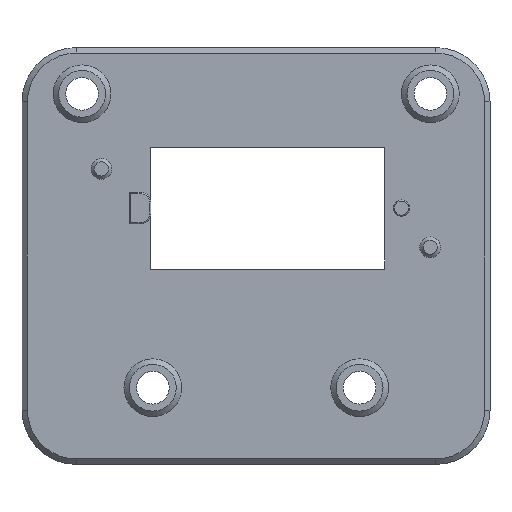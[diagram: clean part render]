
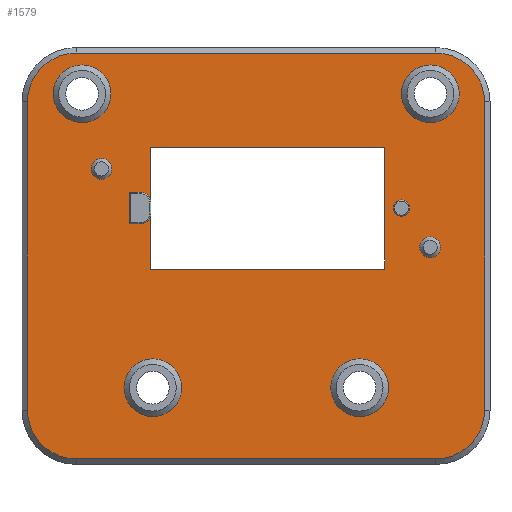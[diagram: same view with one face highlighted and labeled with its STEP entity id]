
A CAD part, front view. The second image highlights one B-rep face of the part: STEP entity #1579.
In plain terms, the highlighted planar face has unit normal (0, -1, 0).
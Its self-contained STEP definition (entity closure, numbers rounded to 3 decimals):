
#15=FACE_BOUND('',#233,.T.);
#16=FACE_BOUND('',#234,.T.);
#17=FACE_BOUND('',#235,.T.);
#18=FACE_BOUND('',#236,.T.);
#19=FACE_BOUND('',#237,.T.);
#20=FACE_BOUND('',#238,.T.);
#21=FACE_BOUND('',#239,.T.);
#22=FACE_BOUND('',#240,.T.);
#54=CIRCLE('',#1683,4.5);
#56=CIRCLE('',#1687,4.5);
#58=CIRCLE('',#1691,4.5);
#60=CIRCLE('',#1695,4.5);
#63=CIRCLE('',#1703,0.95);
#64=CIRCLE('',#1704,2.65);
#65=CIRCLE('',#1705,2.65);
#66=CIRCLE('',#1706,1.);
#67=CIRCLE('',#1707,1.);
#68=CIRCLE('',#1708,0.75);
#69=CIRCLE('',#1709,0.95);
#70=CIRCLE('',#1710,2.65);
#71=CIRCLE('',#1711,2.65);
#133=FACE_OUTER_BOUND('',#232,.T.);
#232=EDGE_LOOP('',(#1100,#1101,#1102,#1103,#1104,#1105,#1106,#1107));
#233=EDGE_LOOP('',(#1108));
#234=EDGE_LOOP('',(#1109));
#235=EDGE_LOOP('',(#1110));
#236=EDGE_LOOP('',(#1111,#1112,#1113,#1114,#1115,#1116,#1117,#1118,#1119,
#1120));
#237=EDGE_LOOP('',(#1121));
#238=EDGE_LOOP('',(#1122));
#239=EDGE_LOOP('',(#1123));
#240=EDGE_LOOP('',(#1124));
#343=LINE('',#2315,#517);
#347=LINE('',#2327,#521);
#351=LINE('',#2339,#525);
#355=LINE('',#2351,#529);
#363=LINE('',#2382,#537);
#364=LINE('',#2384,#538);
#365=LINE('',#2386,#539);
#366=LINE('',#2390,#540);
#367=LINE('',#2392,#541);
#368=LINE('',#2394,#542);
#369=LINE('',#2398,#543);
#370=LINE('',#2399,#544);
#517=VECTOR('',#1837,10.);
#521=VECTOR('',#1849,10.);
#525=VECTOR('',#1861,10.);
#529=VECTOR('',#1873,10.);
#537=VECTOR('',#1907,10.);
#538=VECTOR('',#1908,10.);
#539=VECTOR('',#1909,10.);
#540=VECTOR('',#1912,10.);
#541=VECTOR('',#1913,10.);
#542=VECTOR('',#1914,10.);
#543=VECTOR('',#1917,10.);
#544=VECTOR('',#1918,10.);
#688=VERTEX_POINT('',#2308);
#691=VERTEX_POINT('',#2313);
#692=VERTEX_POINT('',#2317);
#694=VERTEX_POINT('',#2323);
#696=VERTEX_POINT('',#2329);
#698=VERTEX_POINT('',#2335);
#700=VERTEX_POINT('',#2341);
#702=VERTEX_POINT('',#2347);
#709=VERTEX_POINT('',#2374);
#710=VERTEX_POINT('',#2376);
#711=VERTEX_POINT('',#2378);
#712=VERTEX_POINT('',#2380);
#713=VERTEX_POINT('',#2381);
#714=VERTEX_POINT('',#2383);
#715=VERTEX_POINT('',#2385);
#716=VERTEX_POINT('',#2387);
#717=VERTEX_POINT('',#2389);
#718=VERTEX_POINT('',#2391);
#719=VERTEX_POINT('',#2393);
#720=VERTEX_POINT('',#2395);
#721=VERTEX_POINT('',#2397);
#722=VERTEX_POINT('',#2400);
#723=VERTEX_POINT('',#2402);
#724=VERTEX_POINT('',#2404);
#725=VERTEX_POINT('',#2406);
#830=EDGE_CURVE('',#691,#688,#343,.T.);
#833=EDGE_CURVE('',#688,#692,#54,.T.);
#836=EDGE_CURVE('',#692,#694,#347,.T.);
#839=EDGE_CURVE('',#694,#696,#56,.T.);
#842=EDGE_CURVE('',#696,#698,#351,.T.);
#845=EDGE_CURVE('',#698,#700,#58,.T.);
#848=EDGE_CURVE('',#700,#702,#355,.T.);
#850=EDGE_CURVE('',#702,#691,#60,.T.);
#860=EDGE_CURVE('',#709,#709,#63,.T.);
#861=EDGE_CURVE('',#710,#710,#64,.T.);
#862=EDGE_CURVE('',#711,#711,#65,.T.);
#863=EDGE_CURVE('',#712,#713,#363,.T.);
#864=EDGE_CURVE('',#712,#714,#364,.T.);
#865=EDGE_CURVE('',#715,#714,#365,.T.);
#866=EDGE_CURVE('',#715,#716,#66,.T.);
#867=EDGE_CURVE('',#716,#717,#366,.T.);
#868=EDGE_CURVE('',#717,#718,#367,.T.);
#869=EDGE_CURVE('',#718,#719,#368,.T.);
#870=EDGE_CURVE('',#719,#720,#67,.T.);
#871=EDGE_CURVE('',#720,#721,#369,.T.);
#872=EDGE_CURVE('',#721,#713,#370,.T.);
#873=EDGE_CURVE('',#722,#722,#68,.T.);
#874=EDGE_CURVE('',#723,#723,#69,.T.);
#875=EDGE_CURVE('',#724,#724,#70,.T.);
#876=EDGE_CURVE('',#725,#725,#71,.T.);
#1100=ORIENTED_EDGE('',*,*,#830,.F.);
#1101=ORIENTED_EDGE('',*,*,#850,.F.);
#1102=ORIENTED_EDGE('',*,*,#848,.F.);
#1103=ORIENTED_EDGE('',*,*,#845,.F.);
#1104=ORIENTED_EDGE('',*,*,#842,.F.);
#1105=ORIENTED_EDGE('',*,*,#839,.F.);
#1106=ORIENTED_EDGE('',*,*,#836,.F.);
#1107=ORIENTED_EDGE('',*,*,#833,.F.);
#1108=ORIENTED_EDGE('',*,*,#860,.F.);
#1109=ORIENTED_EDGE('',*,*,#861,.F.);
#1110=ORIENTED_EDGE('',*,*,#862,.F.);
#1111=ORIENTED_EDGE('',*,*,#863,.F.);
#1112=ORIENTED_EDGE('',*,*,#864,.T.);
#1113=ORIENTED_EDGE('',*,*,#865,.F.);
#1114=ORIENTED_EDGE('',*,*,#866,.T.);
#1115=ORIENTED_EDGE('',*,*,#867,.T.);
#1116=ORIENTED_EDGE('',*,*,#868,.T.);
#1117=ORIENTED_EDGE('',*,*,#869,.T.);
#1118=ORIENTED_EDGE('',*,*,#870,.T.);
#1119=ORIENTED_EDGE('',*,*,#871,.T.);
#1120=ORIENTED_EDGE('',*,*,#872,.T.);
#1121=ORIENTED_EDGE('',*,*,#873,.T.);
#1122=ORIENTED_EDGE('',*,*,#874,.F.);
#1123=ORIENTED_EDGE('',*,*,#875,.F.);
#1124=ORIENTED_EDGE('',*,*,#876,.F.);
#1508=PLANE('',#1702);
#1579=ADVANCED_FACE('',(#133,#15,#16,#17,#18,#19,#20,#21,#22),#1508,.F.);
#1683=AXIS2_PLACEMENT_3D('',#2321,#1843,#1844);
#1687=AXIS2_PLACEMENT_3D('',#2333,#1855,#1856);
#1691=AXIS2_PLACEMENT_3D('',#2345,#1867,#1868);
#1695=AXIS2_PLACEMENT_3D('',#2354,#1878,#1879);
#1702=AXIS2_PLACEMENT_3D('',#2373,#1899,#1900);
#1703=AXIS2_PLACEMENT_3D('',#2375,#1901,#1902);
#1704=AXIS2_PLACEMENT_3D('',#2377,#1903,#1904);
#1705=AXIS2_PLACEMENT_3D('',#2379,#1905,#1906);
#1706=AXIS2_PLACEMENT_3D('',#2388,#1910,#1911);
#1707=AXIS2_PLACEMENT_3D('',#2396,#1915,#1916);
#1708=AXIS2_PLACEMENT_3D('',#2401,#1919,#1920);
#1709=AXIS2_PLACEMENT_3D('',#2403,#1921,#1922);
#1710=AXIS2_PLACEMENT_3D('',#2405,#1923,#1924);
#1711=AXIS2_PLACEMENT_3D('',#2407,#1925,#1926);
#1837=DIRECTION('',(1.,0.,0.));
#1843=DIRECTION('center_axis',(0.,1.,0.));
#1844=DIRECTION('ref_axis',(0.,0.,1.));
#1849=DIRECTION('',(0.,0.,-1.));
#1855=DIRECTION('center_axis',(0.,1.,0.));
#1856=DIRECTION('ref_axis',(1.,0.,0.));
#1861=DIRECTION('',(-1.,0.,0.));
#1867=DIRECTION('center_axis',(0.,1.,0.));
#1868=DIRECTION('ref_axis',(0.,0.,-1.));
#1873=DIRECTION('',(0.,0.,1.));
#1878=DIRECTION('center_axis',(0.,1.,0.));
#1879=DIRECTION('ref_axis',(-1.,0.,0.));
#1899=DIRECTION('center_axis',(0.,1.,0.));
#1900=DIRECTION('ref_axis',(-1.,0.,0.));
#1901=DIRECTION('center_axis',(0.,-1.,0.));
#1902=DIRECTION('ref_axis',(1.,0.,0.));
#1903=DIRECTION('center_axis',(0.,-1.,0.));
#1904=DIRECTION('ref_axis',(-1.,0.,0.));
#1905=DIRECTION('center_axis',(0.,-1.,0.));
#1906=DIRECTION('ref_axis',(-1.,0.,0.));
#1907=DIRECTION('',(0.,0.,1.));
#1908=DIRECTION('',(-1.,0.,0.));
#1909=DIRECTION('',(0.,0.,-1.));
#1910=DIRECTION('center_axis',(0.,1.,0.));
#1911=DIRECTION('ref_axis',(1.,0.,0.));
#1912=DIRECTION('',(-1.,0.,0.));
#1913=DIRECTION('',(0.,0.,1.));
#1914=DIRECTION('',(1.,0.,0.));
#1915=DIRECTION('center_axis',(0.,1.,0.));
#1916=DIRECTION('ref_axis',(0.,0.,1.));
#1917=DIRECTION('',(0.,0.,1.));
#1918=DIRECTION('',(1.,0.,0.));
#1919=DIRECTION('center_axis',(0.,1.,0.));
#1920=DIRECTION('ref_axis',(-1.,0.,0.));
#1921=DIRECTION('center_axis',(0.,-1.,0.));
#1922=DIRECTION('ref_axis',(1.,0.,0.));
#1923=DIRECTION('center_axis',(0.,-1.,0.));
#1924=DIRECTION('ref_axis',(-1.,0.,0.));
#1925=DIRECTION('center_axis',(0.,-1.,0.));
#1926=DIRECTION('ref_axis',(-1.,0.,0.));
#2308=CARTESIAN_POINT('',(43.,3.,-0.5));
#2313=CARTESIAN_POINT('',(10.,3.,-0.5));
#2315=CARTESIAN_POINT('',(18.25,3.,-0.5));
#2317=CARTESIAN_POINT('',(47.5,3.,-5.));
#2321=CARTESIAN_POINT('Origin',(43.,3.,-5.));
#2323=CARTESIAN_POINT('',(47.5,3.,-33.3));
#2327=CARTESIAN_POINT('',(47.5,3.,-12.075));
#2329=CARTESIAN_POINT('',(43.,3.,-37.8));
#2333=CARTESIAN_POINT('Origin',(43.,3.,-33.3));
#2335=CARTESIAN_POINT('',(10.,3.,-37.8));
#2339=CARTESIAN_POINT('',(34.75,3.,-37.8));
#2341=CARTESIAN_POINT('',(5.5,3.,-33.3));
#2345=CARTESIAN_POINT('Origin',(10.,3.,-33.3));
#2347=CARTESIAN_POINT('',(5.5,3.,-5.));
#2351=CARTESIAN_POINT('',(5.5,3.,-26.225));
#2354=CARTESIAN_POINT('Origin',(10.,3.,-5.));
#2373=CARTESIAN_POINT('Origin',(26.5,3.,-19.15));
#2374=CARTESIAN_POINT('',(41.55,3.,-18.35));
#2375=CARTESIAN_POINT('Origin',(42.5,3.,-18.35));
#2376=CARTESIAN_POINT('',(19.67,3.,-31.25));
#2377=CARTESIAN_POINT('Origin',(17.02,3.,-31.25));
#2378=CARTESIAN_POINT('',(45.17,3.,-4.25));
#2379=CARTESIAN_POINT('Origin',(42.52,3.,-4.25));
#2380=CARTESIAN_POINT('',(38.351,3.,-20.35));
#2381=CARTESIAN_POINT('',(38.351,3.,-9.15));
#2382=CARTESIAN_POINT('',(38.351,3.,-9.25));
#2383=CARTESIAN_POINT('',(16.851,3.,-20.35));
#2384=CARTESIAN_POINT('',(32.426,3.,-20.35));
#2385=CARTESIAN_POINT('',(16.851,3.,-15.2));
#2386=CARTESIAN_POINT('',(16.851,3.,-9.25));
#2387=CARTESIAN_POINT('',(15.851,3.,-16.2));
#2388=CARTESIAN_POINT('Origin',(15.851,3.,-15.2));
#2389=CARTESIAN_POINT('',(14.851,3.,-16.2));
#2390=CARTESIAN_POINT('',(20.676,3.,-16.2));
#2391=CARTESIAN_POINT('',(14.851,3.,-13.3));
#2392=CARTESIAN_POINT('',(14.851,3.,-16.225));
#2393=CARTESIAN_POINT('',(15.851,3.,-13.3));
#2394=CARTESIAN_POINT('',(21.176,3.,-13.3));
#2395=CARTESIAN_POINT('',(16.851,3.,-14.3));
#2396=CARTESIAN_POINT('Origin',(15.851,3.,-14.3));
#2397=CARTESIAN_POINT('',(16.851,3.,-9.15));
#2398=CARTESIAN_POINT('',(16.851,3.,-14.2));
#2399=CARTESIAN_POINT('',(21.676,3.,-9.15));
#2400=CARTESIAN_POINT('',(40.614,3.,-14.751));
#2401=CARTESIAN_POINT('Origin',(39.864,3.,-14.751));
#2402=CARTESIAN_POINT('',(11.35,3.,-11.15));
#2403=CARTESIAN_POINT('Origin',(12.3,3.,-11.15));
#2404=CARTESIAN_POINT('',(13.17,3.,-4.25));
#2405=CARTESIAN_POINT('Origin',(10.52,3.,-4.25));
#2406=CARTESIAN_POINT('',(38.67,3.,-31.25));
#2407=CARTESIAN_POINT('Origin',(36.02,3.,-31.25));
